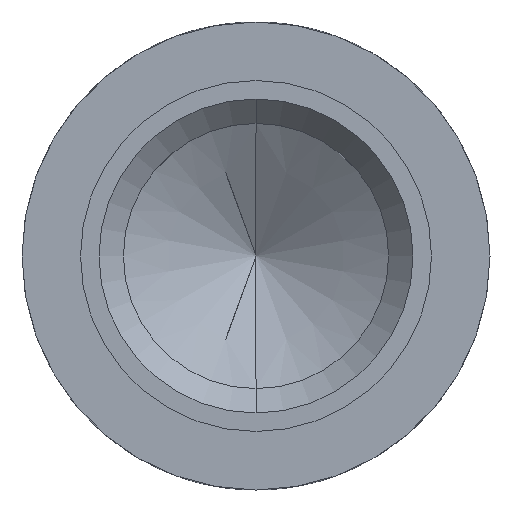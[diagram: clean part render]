
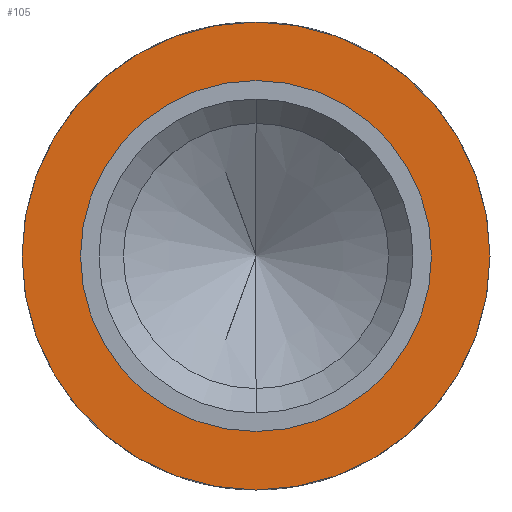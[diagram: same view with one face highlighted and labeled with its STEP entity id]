
A CAD part, front view. The second image highlights one B-rep face of the part: STEP entity #105.
In plain terms, the highlighted planar face has unit normal (0, -1, 0).
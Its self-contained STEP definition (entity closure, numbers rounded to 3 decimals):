
#15 = CIRCLE ( 'NONE', #672, 6. ) ;
#20 = DIRECTION ( 'NONE',  ( 1., 0., 0. ) ) ;
#31 = VERTEX_POINT ( 'NONE', #651 ) ;
#45 = CIRCLE ( 'NONE', #694, 6. ) ;
#62 = PLANE ( 'NONE',  #141 ) ;
#86 = DIRECTION ( 'NONE',  ( 1., 0., 0. ) ) ;
#105 = ADVANCED_FACE ( 'NONE', ( #395, #360 ), #62, .T. ) ;
#106 = CARTESIAN_POINT ( 'NONE',  ( 0., -6., 0. ) ) ;
#126 = DIRECTION ( 'NONE',  ( 0., -1., 0. ) ) ;
#141 = AXIS2_PLACEMENT_3D ( 'NONE', #865, #411, #485 ) ;
#147 = CARTESIAN_POINT ( 'NONE',  ( -6., -6., 0. ) ) ;
#252 = ORIENTED_EDGE ( 'NONE', *, *, #704, .T. ) ;
#270 = CARTESIAN_POINT ( 'NONE',  ( 0., -6., 0. ) ) ;
#275 = VERTEX_POINT ( 'NONE', #445 ) ;
#360 = FACE_BOUND ( 'NONE', #877, .T. ) ;
#395 = FACE_OUTER_BOUND ( 'NONE', #970, .T. ) ;
#411 = DIRECTION ( 'NONE',  ( 0., -1., 0. ) ) ;
#412 = AXIS2_PLACEMENT_3D ( 'NONE', #270, #417, #86 ) ;
#417 = DIRECTION ( 'NONE',  ( 0., -1., 0. ) ) ;
#445 = CARTESIAN_POINT ( 'NONE',  ( 4.5, -6., 0. ) ) ;
#460 = AXIS2_PLACEMENT_3D ( 'NONE', #106, #786, #20 ) ;
#471 = DIRECTION ( 'NONE',  ( 0., -1., 0. ) ) ;
#485 = DIRECTION ( 'NONE',  ( 1., 0., 0. ) ) ;
#570 = CARTESIAN_POINT ( 'NONE',  ( -4.5, -6., 0. ) ) ;
#606 = CIRCLE ( 'NONE', #412, 4.5 ) ;
#651 = CARTESIAN_POINT ( 'NONE',  ( 6., -6., 0. ) ) ;
#672 = AXIS2_PLACEMENT_3D ( 'NONE', #750, #471, #899 ) ;
#676 = EDGE_CURVE ( 'NONE', #31, #804, #45, .T. ) ;
#694 = AXIS2_PLACEMENT_3D ( 'NONE', #922, #126, #939 ) ;
#704 = EDGE_CURVE ( 'NONE', #804, #31, #15, .T. ) ;
#711 = CIRCLE ( 'NONE', #460, 4.5 ) ;
#747 = ORIENTED_EDGE ( 'NONE', *, *, #676, .T. ) ;
#750 = CARTESIAN_POINT ( 'NONE',  ( 0., -6., 0. ) ) ;
#786 = DIRECTION ( 'NONE',  ( 0., -1., 0. ) ) ;
#787 = ORIENTED_EDGE ( 'NONE', *, *, #821, .F. ) ;
#804 = VERTEX_POINT ( 'NONE', #147 ) ;
#821 = EDGE_CURVE ( 'NONE', #855, #275, #711, .T. ) ;
#855 = VERTEX_POINT ( 'NONE', #570 ) ;
#865 = CARTESIAN_POINT ( 'NONE',  ( 4.5, -6., 0. ) ) ;
#877 = EDGE_LOOP ( 'NONE', ( #985, #787 ) ) ;
#885 = EDGE_CURVE ( 'NONE', #275, #855, #606, .T. ) ;
#899 = DIRECTION ( 'NONE',  ( 1., 0., 0. ) ) ;
#922 = CARTESIAN_POINT ( 'NONE',  ( 0., -6., 0. ) ) ;
#939 = DIRECTION ( 'NONE',  ( 1., 0., 0. ) ) ;
#970 = EDGE_LOOP ( 'NONE', ( #747, #252 ) ) ;
#985 = ORIENTED_EDGE ( 'NONE', *, *, #885, .F. ) ;
